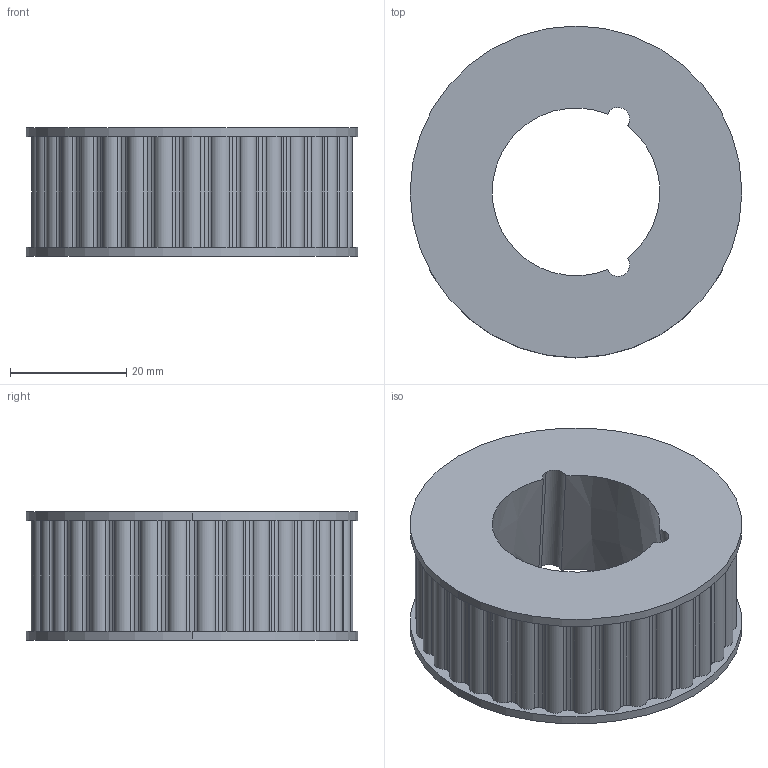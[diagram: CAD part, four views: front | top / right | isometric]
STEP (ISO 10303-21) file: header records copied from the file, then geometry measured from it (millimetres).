
FILE_DESCRIPTION (( 'STEP AP203' ), '1' );
FILE_NAME ('Toothed_pulley_1008_34_teeth.STEP', '2023-03-21T15:01:43', ( '' ), ( '' ), 'SwSTEP 2.0', 'SolidWorks 2019', '' );
FILE_SCHEMA (( 'CONFIG_CONTROL_DESIGN' ));
Length unit declared in the file: millimetre
Products named in the file (1): Toothed_pulley_1008_34_teeth
Bounding box: 57 x 57 x 22 mm (x, y, z)
Volume: 33359.8 mm3; surface area: 10591.1 mm2
Topology: 1 solids, 1 shells, 179 faces, 527 edges, 350 vertices
Faces by surface type: cylinder 170, plane 4, cone 3, sphere 2
Entity records: 6285 total; most frequent: DIRECTION 1206, CARTESIAN_POINT 1155, ORIENTED_EDGE 1046, EDGE_CURVE 523, AXIS2_PLACEMENT_3D 519, VERTEX_POINT 348, CIRCLE 339, EDGE_LOOP 183
